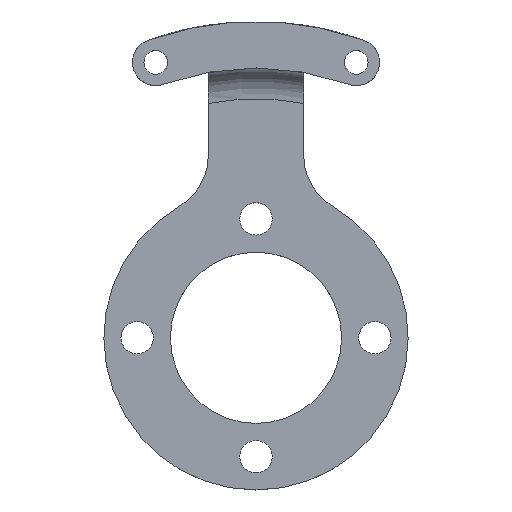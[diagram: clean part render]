
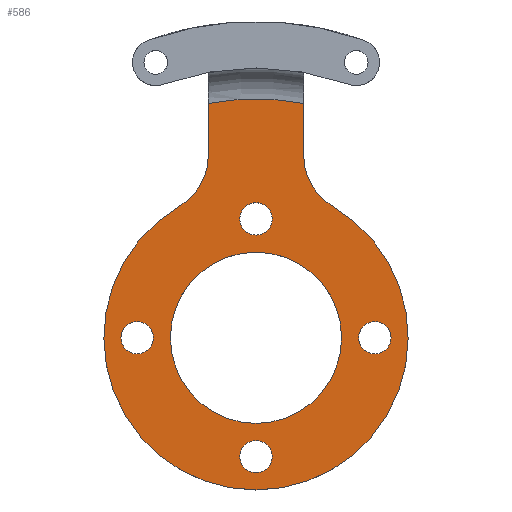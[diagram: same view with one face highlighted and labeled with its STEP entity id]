
A CAD part, top view. The second image highlights one B-rep face of the part: STEP entity #586.
In plain terms, the highlighted planar face has unit normal (0, 0, 1).
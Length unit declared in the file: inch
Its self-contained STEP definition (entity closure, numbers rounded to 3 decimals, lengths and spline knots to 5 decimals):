
#17=FACE_BOUND('',#133,.T.);
#18=FACE_BOUND('',#134,.T.);
#19=FACE_BOUND('',#135,.T.);
#20=FACE_BOUND('',#136,.T.);
#21=FACE_BOUND('',#137,.T.);
#33=CIRCLE('',#617,0.25);
#35=CIRCLE('',#620,0.25);
#36=CIRCLE('',#622,0.62992);
#39=CIRCLE('',#626,0.9872);
#56=CIRCLE('',#656,0.067);
#57=CIRCLE('',#657,0.067);
#59=CIRCLE('',#660,0.067);
#60=CIRCLE('',#661,0.067);
#62=CIRCLE('',#664,0.067);
#63=CIRCLE('',#665,0.067);
#65=CIRCLE('',#668,0.067);
#66=CIRCLE('',#669,0.067);
#69=CIRCLE('',#673,0.35433);
#76=PLANE('',#674);
#103=FACE_OUTER_BOUND('',#132,.T.);
#132=EDGE_LOOP('',(#518,#519,#520,#521,#522,#523));
#133=EDGE_LOOP('',(#524,#525));
#134=EDGE_LOOP('',(#526,#527));
#135=EDGE_LOOP('',(#528,#529));
#136=EDGE_LOOP('',(#530,#531));
#137=EDGE_LOOP('',(#532));
#153=LINE('',#1001,#186);
#165=LINE('',#1081,#198);
#186=VECTOR('',#701,0.3937);
#198=VECTOR('',#755,0.3937);
#242=VERTEX_POINT('',#989);
#243=VERTEX_POINT('',#1000);
#248=VERTEX_POINT('',#1021);
#251=VERTEX_POINT('',#1028);
#252=VERTEX_POINT('',#1030);
#254=VERTEX_POINT('',#1039);
#269=VERTEX_POINT('',#1116);
#270=VERTEX_POINT('',#1117);
#272=VERTEX_POINT('',#1124);
#273=VERTEX_POINT('',#1125);
#275=VERTEX_POINT('',#1132);
#276=VERTEX_POINT('',#1133);
#278=VERTEX_POINT('',#1140);
#279=VERTEX_POINT('',#1141);
#282=VERTEX_POINT('',#1150);
#305=EDGE_CURVE('',#243,#242,#153,.T.);
#311=EDGE_CURVE('',#243,#248,#33,.T.);
#315=EDGE_CURVE('',#251,#252,#35,.T.);
#317=EDGE_CURVE('',#251,#248,#36,.T.);
#321=EDGE_CURVE('',#254,#242,#39,.T.);
#333=EDGE_CURVE('',#254,#252,#165,.T.);
#351=EDGE_CURVE('',#269,#270,#56,.T.);
#352=EDGE_CURVE('',#270,#269,#57,.T.);
#355=EDGE_CURVE('',#272,#273,#59,.T.);
#356=EDGE_CURVE('',#273,#272,#60,.T.);
#359=EDGE_CURVE('',#275,#276,#62,.T.);
#360=EDGE_CURVE('',#276,#275,#63,.T.);
#363=EDGE_CURVE('',#278,#279,#65,.T.);
#364=EDGE_CURVE('',#279,#278,#66,.T.);
#369=EDGE_CURVE('',#282,#282,#69,.T.);
#518=ORIENTED_EDGE('',*,*,#321,.F.);
#519=ORIENTED_EDGE('',*,*,#333,.T.);
#520=ORIENTED_EDGE('',*,*,#315,.F.);
#521=ORIENTED_EDGE('',*,*,#317,.T.);
#522=ORIENTED_EDGE('',*,*,#311,.F.);
#523=ORIENTED_EDGE('',*,*,#305,.T.);
#524=ORIENTED_EDGE('',*,*,#351,.T.);
#525=ORIENTED_EDGE('',*,*,#352,.T.);
#526=ORIENTED_EDGE('',*,*,#355,.T.);
#527=ORIENTED_EDGE('',*,*,#356,.T.);
#528=ORIENTED_EDGE('',*,*,#359,.T.);
#529=ORIENTED_EDGE('',*,*,#360,.T.);
#530=ORIENTED_EDGE('',*,*,#363,.T.);
#531=ORIENTED_EDGE('',*,*,#364,.T.);
#532=ORIENTED_EDGE('',*,*,#369,.T.);
#586=ADVANCED_FACE('',(#103,#17,#18,#19,#20,#21),#76,.T.);
#617=AXIS2_PLACEMENT_3D('',#1022,#709,#710);
#620=AXIS2_PLACEMENT_3D('',#1031,#717,#718);
#622=AXIS2_PLACEMENT_3D('',#1034,#722,#723);
#626=AXIS2_PLACEMENT_3D('',#1050,#730,#731);
#656=AXIS2_PLACEMENT_3D('',#1118,#802,#803);
#657=AXIS2_PLACEMENT_3D('',#1119,#804,#805);
#660=AXIS2_PLACEMENT_3D('',#1126,#811,#812);
#661=AXIS2_PLACEMENT_3D('',#1127,#813,#814);
#664=AXIS2_PLACEMENT_3D('',#1134,#820,#821);
#665=AXIS2_PLACEMENT_3D('',#1135,#822,#823);
#668=AXIS2_PLACEMENT_3D('',#1142,#829,#830);
#669=AXIS2_PLACEMENT_3D('',#1143,#831,#832);
#673=AXIS2_PLACEMENT_3D('',#1152,#841,#842);
#674=AXIS2_PLACEMENT_3D('',#1153,#843,#844);
#701=DIRECTION('',(0.,1.,0.));
#709=DIRECTION('center_axis',(0.,0.,1.));
#710=DIRECTION('ref_axis',(-0.868,-0.496,0.));
#717=DIRECTION('center_axis',(0.,0.,1.));
#718=DIRECTION('ref_axis',(0.868,-0.496,0.));
#722=DIRECTION('center_axis',(0.,0.,1.));
#723=DIRECTION('ref_axis',(1.,0.,0.));
#730=DIRECTION('center_axis',(0.,0.,-1.));
#731=DIRECTION('ref_axis',(0.,1.,0.));
#755=DIRECTION('',(0.,-1.,0.));
#802=DIRECTION('center_axis',(0.,0.,-1.));
#803=DIRECTION('ref_axis',(0.,-1.,0.));
#804=DIRECTION('center_axis',(0.,0.,-1.));
#805=DIRECTION('ref_axis',(0.,-1.,0.));
#811=DIRECTION('center_axis',(0.,0.,-1.));
#812=DIRECTION('ref_axis',(-1.,0.,0.));
#813=DIRECTION('center_axis',(0.,0.,-1.));
#814=DIRECTION('ref_axis',(-1.,0.,0.));
#820=DIRECTION('center_axis',(0.,0.,-1.));
#821=DIRECTION('ref_axis',(0.,1.,0.));
#822=DIRECTION('center_axis',(0.,0.,-1.));
#823=DIRECTION('ref_axis',(0.,1.,0.));
#829=DIRECTION('center_axis',(0.,0.,-1.));
#830=DIRECTION('ref_axis',(1.,0.,0.));
#831=DIRECTION('center_axis',(0.,0.,-1.));
#832=DIRECTION('ref_axis',(1.,0.,0.));
#841=DIRECTION('center_axis',(0.,0.,-1.));
#842=DIRECTION('ref_axis',(-1.,0.,0.));
#843=DIRECTION('center_axis',(0.,0.,1.));
#844=DIRECTION('ref_axis',(1.,0.,0.));
#989=CARTESIAN_POINT('',(0.19685,0.97005,0.11811));
#1000=CARTESIAN_POINT('',(0.19685,0.75801,0.11811));
#1001=CARTESIAN_POINT('',(0.19685,0.59837,0.11811));
#1021=CARTESIAN_POINT('',(0.31989,0.54265,0.11811));
#1022=CARTESIAN_POINT('Origin',(0.44685,0.75801,0.11811));
#1028=CARTESIAN_POINT('',(-0.31989,0.54265,0.11811));
#1030=CARTESIAN_POINT('',(-0.19685,0.75801,0.11811));
#1031=CARTESIAN_POINT('Origin',(-0.44685,0.75801,0.11811));
#1034=CARTESIAN_POINT('Origin',(0.,0.,0.11811));
#1039=CARTESIAN_POINT('',(-0.19685,0.97005,0.11811));
#1050=CARTESIAN_POINT('Origin',(0.,0.00267,0.11811));
#1081=CARTESIAN_POINT('',(-0.19685,1.29417,0.11811));
#1116=CARTESIAN_POINT('',(0.49213,-0.067,0.11811));
#1117=CARTESIAN_POINT('',(0.49213,0.067,0.11811));
#1118=CARTESIAN_POINT('Origin',(0.49213,0.,
0.11811));
#1119=CARTESIAN_POINT('Origin',(0.49213,0.,
0.11811));
#1124=CARTESIAN_POINT('',(-0.067,-0.49213,0.11811));
#1125=CARTESIAN_POINT('',(0.067,-0.49213,0.11811));
#1126=CARTESIAN_POINT('Origin',(0.,-0.49213,
0.11811));
#1127=CARTESIAN_POINT('Origin',(0.,-0.49213,
0.11811));
#1132=CARTESIAN_POINT('',(-0.49213,0.067,0.11811));
#1133=CARTESIAN_POINT('',(-0.49213,-0.067,0.11811));
#1134=CARTESIAN_POINT('Origin',(-0.49213,0.,
0.11811));
#1135=CARTESIAN_POINT('Origin',(-0.49213,0.,
0.11811));
#1140=CARTESIAN_POINT('',(0.067,0.49213,0.11811));
#1141=CARTESIAN_POINT('',(-0.067,0.49213,0.11811));
#1142=CARTESIAN_POINT('Origin',(0.,0.49213,0.11811));
#1143=CARTESIAN_POINT('Origin',(0.,0.49213,0.11811));
#1150=CARTESIAN_POINT('',(0.35433,0.,0.11811));
#1152=CARTESIAN_POINT('Origin',(0.,0.,0.11811));
#1153=CARTESIAN_POINT('Origin',(0.,0.95024,
0.11811));
